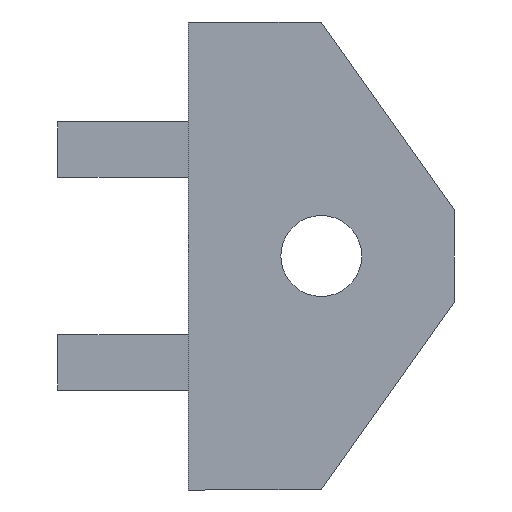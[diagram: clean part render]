
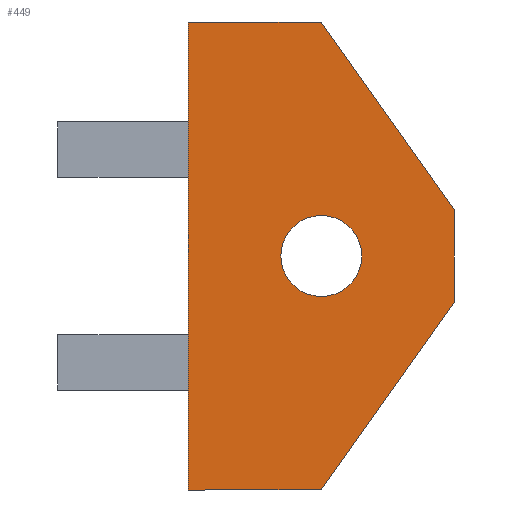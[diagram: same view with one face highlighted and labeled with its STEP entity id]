
A CAD part, left-side view. The second image highlights one B-rep face of the part: STEP entity #449.
In plain terms, the highlighted planar face has unit normal (-1, 0, 0).
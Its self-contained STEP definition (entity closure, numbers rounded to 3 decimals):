
#16=FACE_BOUND('',#70,.T.);
#20=CIRCLE('',#488,1.75);
#45=FACE_OUTER_BOUND('',#69,.T.);
#69=EDGE_LOOP('',(#399,#400,#401,#402,#403,#404));
#70=EDGE_LOOP('',(#405));
#114=LINE('',#708,#169);
#117=LINE('',#713,#172);
#119=LINE('',#717,#174);
#122=LINE('',#725,#177);
#124=LINE('',#729,#179);
#125=LINE('',#731,#180);
#169=VECTOR('',#580,10.);
#172=VECTOR('',#585,10.);
#174=VECTOR('',#589,10.);
#177=VECTOR('',#598,10.);
#179=VECTOR('',#602,10.);
#180=VECTOR('',#605,10.);
#216=VERTEX_POINT('',#705);
#217=VERTEX_POINT('',#707);
#218=VERTEX_POINT('',#711);
#219=VERTEX_POINT('',#715);
#220=VERTEX_POINT('',#719);
#221=VERTEX_POINT('',#723);
#222=VERTEX_POINT('',#727);
#271=EDGE_CURVE('',#217,#216,#114,.T.);
#274=EDGE_CURVE('',#216,#218,#117,.T.);
#276=EDGE_CURVE('',#219,#218,#119,.T.);
#278=EDGE_CURVE('',#220,#220,#20,.T.);
#280=EDGE_CURVE('',#219,#221,#122,.T.);
#282=EDGE_CURVE('',#221,#222,#124,.T.);
#283=EDGE_CURVE('',#222,#217,#125,.T.);
#399=ORIENTED_EDGE('',*,*,#276,.F.);
#400=ORIENTED_EDGE('',*,*,#280,.T.);
#401=ORIENTED_EDGE('',*,*,#282,.T.);
#402=ORIENTED_EDGE('',*,*,#283,.T.);
#403=ORIENTED_EDGE('',*,*,#271,.T.);
#404=ORIENTED_EDGE('',*,*,#274,.T.);
#405=ORIENTED_EDGE('',*,*,#278,.F.);
#426=PLANE('',#492);
#449=ADVANCED_FACE('',(#45,#16),#426,.F.);
#488=AXIS2_PLACEMENT_3D('',#721,#593,#594);
#492=AXIS2_PLACEMENT_3D('',#732,#606,#607);
#580=DIRECTION('',(0.,-0.578,0.816));
#585=DIRECTION('',(0.,0.,1.));
#589=DIRECTION('',(0.,-0.578,-0.816));
#593=DIRECTION('center_axis',(-1.,0.,0.));
#594=DIRECTION('ref_axis',(0.,1.,0.));
#598=DIRECTION('',(0.,1.,0.));
#602=DIRECTION('',(0.,0.,-1.));
#605=DIRECTION('',(0.,-1.,0.));
#606=DIRECTION('center_axis',(1.,0.,0.));
#607=DIRECTION('ref_axis',(0.,1.,0.));
#705=CARTESIAN_POINT('',(2.,-107.9,16.125));
#707=CARTESIAN_POINT('',(2.,-102.15,8.));
#708=CARTESIAN_POINT('',(2.,-102.15,8.));
#711=CARTESIAN_POINT('',(2.,-107.9,20.125));
#713=CARTESIAN_POINT('',(2.,-107.9,8.));
#715=CARTESIAN_POINT('',(2.,-102.15,28.25));
#717=CARTESIAN_POINT('',(2.,-102.15,28.25));
#719=CARTESIAN_POINT('',(2.,-103.9,18.125));
#721=CARTESIAN_POINT('Origin',(2.,-102.15,18.125));
#723=CARTESIAN_POINT('',(2.,-96.4,28.25));
#725=CARTESIAN_POINT('',(2.,-107.9,28.25));
#727=CARTESIAN_POINT('',(2.,-96.4,8.));
#729=CARTESIAN_POINT('',(2.,-96.4,28.25));
#731=CARTESIAN_POINT('',(2.,-96.4,8.));
#732=CARTESIAN_POINT('Origin',(2.,-102.15,18.125));
